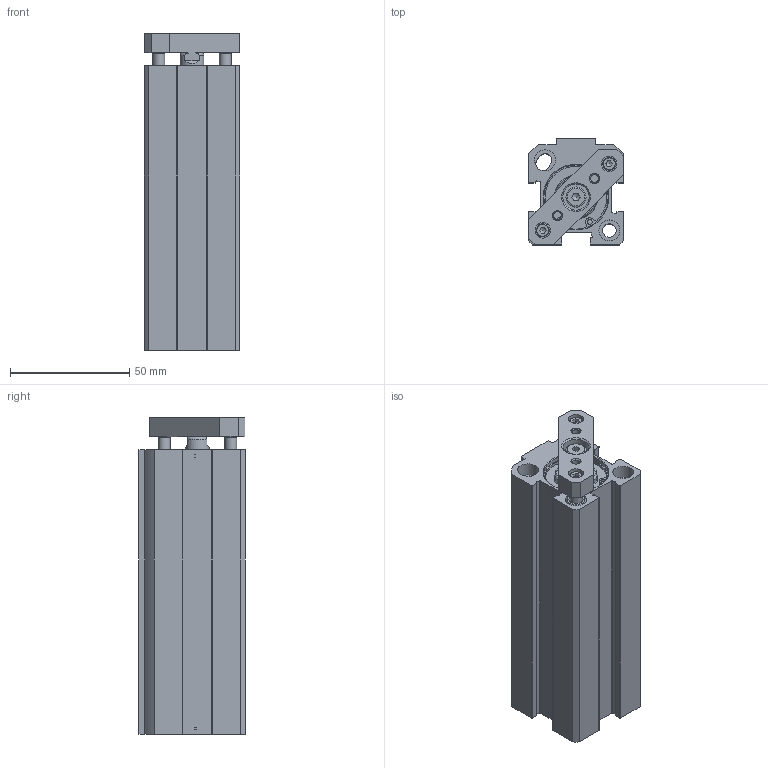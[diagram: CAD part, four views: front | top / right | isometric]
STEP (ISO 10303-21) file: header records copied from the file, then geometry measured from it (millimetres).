
FILE_DESCRIPTION((''),'2;1');
FILE_NAME('FDMA025.080.GS.F.stp','2016-03-21T14:22:58',('carlo.corazza'),(''),'Autodesk Inventor 2013','Autodesk Inventor 2013','');
FILE_SCHEMA(('AUTOMOTIVE_DESIGN { 1 0 10303 214 1 1 1 1 }'));
Length unit declared in the file: millimetre
Products named in the file (7): FDMA025..GS.F; CORPO-080; TP; STAFFA; COLONNETTA-080; STELO-080; TA
Assembly tree (7 placements, depth 2):
  FDMA025..GS.F
    CORPO-080
    TP
    STAFFA
    COLONNETTA-080  x2
    STELO-080
    TA
Bounding box: 40 x 44.5 x 133 mm (x, y, z)
Volume: 122603.2 mm3; surface area: 62226.7 mm2
Topology: 9 solids, 9 shells, 288 faces, 674 edges, 430 vertices
Faces by surface type: plane 133, cylinder 96, cone 47, torus 12
Full cylindrical faces by diameter (mm): 1.6 x2, 2 x4, 2.459 x2, 3 x2, 3.242 x2, 3.5 x2, 4.134 x2, 5 x4, 5.25 x1, 5.5 x2, 5.7 x2, 6.5 x2, 8.5 x1, 8.566 x2, 8.7 x2, 8.8 x3, 9 x1, 10 x1, 10.48 x1, 11 x1, 11.4 x1, 17.5 x2, 25 x1, 26.9 x4, 27 x2, 28.4 x2
Entity records: 7985 total; most frequent: CARTESIAN_POINT 1362, DIRECTION 1348, ORIENTED_EDGE 1060, AXIS2_PLACEMENT_3D 548, EDGE_CURVE 530, EDGE_LOOP 434, VERTEX_POINT 396, FACE_OUTER_BOUND 280
